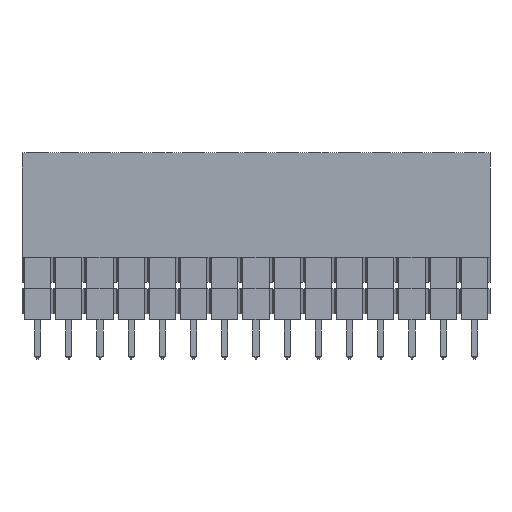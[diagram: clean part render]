
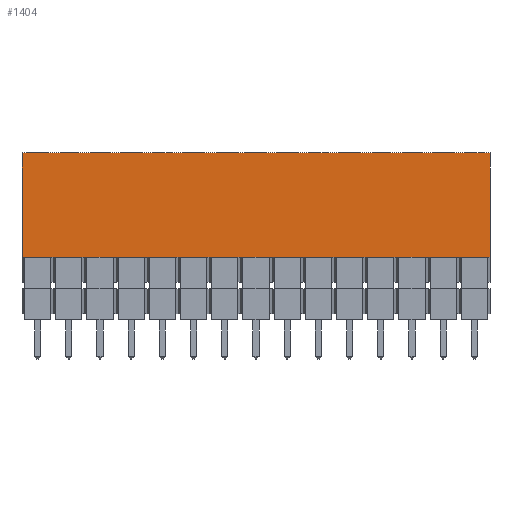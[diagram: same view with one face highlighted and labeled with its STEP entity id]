
A CAD part, front view. The second image highlights one B-rep face of the part: STEP entity #1404.
In plain terms, the highlighted planar face has unit normal (0, -1, 0).
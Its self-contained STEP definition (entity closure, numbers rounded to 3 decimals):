
#22 = VERTEX_POINT('',#23);
#23 = CARTESIAN_POINT('',(-1.27,-1.27,13.58));
#31 = EDGE_CURVE('',#22,#32,#34,.T.);
#32 = VERTEX_POINT('',#33);
#33 = CARTESIAN_POINT('',(36.83,-1.27,13.58));
#34 = LINE('',#35,#36);
#35 = CARTESIAN_POINT('',(-1.27,-1.27,13.58));
#36 = VECTOR('',#37,1.);
#37 = DIRECTION('',(1.,0.,0.));
#1082 = EDGE_CURVE('',#1083,#22,#1085,.T.);
#1083 = VERTEX_POINT('',#1084);
#1084 = CARTESIAN_POINT('',(-1.27,-1.27,5.08));
#1085 = LINE('',#1086,#1087);
#1086 = CARTESIAN_POINT('',(-1.27,-1.27,5.08));
#1087 = VECTOR('',#1088,1.);
#1088 = DIRECTION('',(0.,0.,1.));
#1404 = ADVANCED_FACE('',(#1405),#1663,.F.);
#1405 = FACE_BOUND('',#1406,.F.);
#1406 = EDGE_LOOP('',(#1407,#1415,#1416,#1417,#1425,#1433,#1441,#1449,
    #1457,#1465,#1473,#1481,#1489,#1497,#1505,#1513,#1521,#1529,#1537,
    #1545,#1553,#1561,#1569,#1577,#1585,#1593,#1601,#1609,#1617,#1625,
    #1633,#1641,#1649,#1657));
#1407 = ORIENTED_EDGE('',*,*,#1408,.F.);
#1408 = EDGE_CURVE('',#1083,#1409,#1411,.T.);
#1409 = VERTEX_POINT('',#1410);
#1410 = CARTESIAN_POINT('',(-1.07,-1.27,5.08));
#1411 = LINE('',#1412,#1413);
#1412 = CARTESIAN_POINT('',(-1.27,-1.27,5.08));
#1413 = VECTOR('',#1414,1.);
#1414 = DIRECTION('',(1.,0.,0.));
#1415 = ORIENTED_EDGE('',*,*,#1082,.T.);
#1416 = ORIENTED_EDGE('',*,*,#31,.T.);
#1417 = ORIENTED_EDGE('',*,*,#1418,.F.);
#1418 = EDGE_CURVE('',#1419,#32,#1421,.T.);
#1419 = VERTEX_POINT('',#1420);
#1420 = CARTESIAN_POINT('',(36.83,-1.27,5.08));
#1421 = LINE('',#1422,#1423);
#1422 = CARTESIAN_POINT('',(36.83,-1.27,5.08));
#1423 = VECTOR('',#1424,1.);
#1424 = DIRECTION('',(0.,0.,1.));
#1425 = ORIENTED_EDGE('',*,*,#1426,.F.);
#1426 = EDGE_CURVE('',#1427,#1419,#1429,.T.);
#1427 = VERTEX_POINT('',#1428);
#1428 = CARTESIAN_POINT('',(36.63,-1.27,5.08));
#1429 = LINE('',#1430,#1431);
#1430 = CARTESIAN_POINT('',(-1.27,-1.27,5.08));
#1431 = VECTOR('',#1432,1.);
#1432 = DIRECTION('',(1.,0.,0.));
#1433 = ORIENTED_EDGE('',*,*,#1434,.F.);
#1434 = EDGE_CURVE('',#1435,#1427,#1437,.T.);
#1435 = VERTEX_POINT('',#1436);
#1436 = CARTESIAN_POINT('',(34.49,-1.27,5.08));
#1437 = LINE('',#1438,#1439);
#1438 = CARTESIAN_POINT('',(34.29,-1.27,5.08));
#1439 = VECTOR('',#1440,1.);
#1440 = DIRECTION('',(1.,0.,0.));
#1441 = ORIENTED_EDGE('',*,*,#1442,.F.);
#1442 = EDGE_CURVE('',#1443,#1435,#1445,.T.);
#1443 = VERTEX_POINT('',#1444);
#1444 = CARTESIAN_POINT('',(34.09,-1.27,5.08));
#1445 = LINE('',#1446,#1447);
#1446 = CARTESIAN_POINT('',(-1.27,-1.27,5.08));
#1447 = VECTOR('',#1448,1.);
#1448 = DIRECTION('',(1.,0.,0.));
#1449 = ORIENTED_EDGE('',*,*,#1450,.F.);
#1450 = EDGE_CURVE('',#1451,#1443,#1453,.T.);
#1451 = VERTEX_POINT('',#1452);
#1452 = CARTESIAN_POINT('',(31.95,-1.27,5.08));
#1453 = LINE('',#1454,#1455);
#1454 = CARTESIAN_POINT('',(31.75,-1.27,5.08));
#1455 = VECTOR('',#1456,1.);
#1456 = DIRECTION('',(1.,0.,0.));
#1457 = ORIENTED_EDGE('',*,*,#1458,.F.);
#1458 = EDGE_CURVE('',#1459,#1451,#1461,.T.);
#1459 = VERTEX_POINT('',#1460);
#1460 = CARTESIAN_POINT('',(31.55,-1.27,5.08));
#1461 = LINE('',#1462,#1463);
#1462 = CARTESIAN_POINT('',(-1.27,-1.27,5.08));
#1463 = VECTOR('',#1464,1.);
#1464 = DIRECTION('',(1.,0.,0.));
#1465 = ORIENTED_EDGE('',*,*,#1466,.F.);
#1466 = EDGE_CURVE('',#1467,#1459,#1469,.T.);
#1467 = VERTEX_POINT('',#1468);
#1468 = CARTESIAN_POINT('',(29.41,-1.27,5.08));
#1469 = LINE('',#1470,#1471);
#1470 = CARTESIAN_POINT('',(29.21,-1.27,5.08));
#1471 = VECTOR('',#1472,1.);
#1472 = DIRECTION('',(1.,0.,0.));
#1473 = ORIENTED_EDGE('',*,*,#1474,.F.);
#1474 = EDGE_CURVE('',#1475,#1467,#1477,.T.);
#1475 = VERTEX_POINT('',#1476);
#1476 = CARTESIAN_POINT('',(29.01,-1.27,5.08));
#1477 = LINE('',#1478,#1479);
#1478 = CARTESIAN_POINT('',(-1.27,-1.27,5.08));
#1479 = VECTOR('',#1480,1.);
#1480 = DIRECTION('',(1.,0.,0.));
#1481 = ORIENTED_EDGE('',*,*,#1482,.F.);
#1482 = EDGE_CURVE('',#1483,#1475,#1485,.T.);
#1483 = VERTEX_POINT('',#1484);
#1484 = CARTESIAN_POINT('',(26.87,-1.27,5.08));
#1485 = LINE('',#1486,#1487);
#1486 = CARTESIAN_POINT('',(26.67,-1.27,5.08));
#1487 = VECTOR('',#1488,1.);
#1488 = DIRECTION('',(1.,0.,0.));
#1489 = ORIENTED_EDGE('',*,*,#1490,.F.);
#1490 = EDGE_CURVE('',#1491,#1483,#1493,.T.);
#1491 = VERTEX_POINT('',#1492);
#1492 = CARTESIAN_POINT('',(26.47,-1.27,5.08));
#1493 = LINE('',#1494,#1495);
#1494 = CARTESIAN_POINT('',(-1.27,-1.27,5.08));
#1495 = VECTOR('',#1496,1.);
#1496 = DIRECTION('',(1.,0.,0.));
#1497 = ORIENTED_EDGE('',*,*,#1498,.F.);
#1498 = EDGE_CURVE('',#1499,#1491,#1501,.T.);
#1499 = VERTEX_POINT('',#1500);
#1500 = CARTESIAN_POINT('',(24.33,-1.27,5.08));
#1501 = LINE('',#1502,#1503);
#1502 = CARTESIAN_POINT('',(24.13,-1.27,5.08));
#1503 = VECTOR('',#1504,1.);
#1504 = DIRECTION('',(1.,0.,0.));
#1505 = ORIENTED_EDGE('',*,*,#1506,.F.);
#1506 = EDGE_CURVE('',#1507,#1499,#1509,.T.);
#1507 = VERTEX_POINT('',#1508);
#1508 = CARTESIAN_POINT('',(23.93,-1.27,5.08));
#1509 = LINE('',#1510,#1511);
#1510 = CARTESIAN_POINT('',(-1.27,-1.27,5.08));
#1511 = VECTOR('',#1512,1.);
#1512 = DIRECTION('',(1.,0.,0.));
#1513 = ORIENTED_EDGE('',*,*,#1514,.F.);
#1514 = EDGE_CURVE('',#1515,#1507,#1517,.T.);
#1515 = VERTEX_POINT('',#1516);
#1516 = CARTESIAN_POINT('',(21.79,-1.27,5.08));
#1517 = LINE('',#1518,#1519);
#1518 = CARTESIAN_POINT('',(21.59,-1.27,5.08));
#1519 = VECTOR('',#1520,1.);
#1520 = DIRECTION('',(1.,0.,0.));
#1521 = ORIENTED_EDGE('',*,*,#1522,.F.);
#1522 = EDGE_CURVE('',#1523,#1515,#1525,.T.);
#1523 = VERTEX_POINT('',#1524);
#1524 = CARTESIAN_POINT('',(21.39,-1.27,5.08));
#1525 = LINE('',#1526,#1527);
#1526 = CARTESIAN_POINT('',(-1.27,-1.27,5.08));
#1527 = VECTOR('',#1528,1.);
#1528 = DIRECTION('',(1.,0.,0.));
#1529 = ORIENTED_EDGE('',*,*,#1530,.F.);
#1530 = EDGE_CURVE('',#1531,#1523,#1533,.T.);
#1531 = VERTEX_POINT('',#1532);
#1532 = CARTESIAN_POINT('',(19.25,-1.27,5.08));
#1533 = LINE('',#1534,#1535);
#1534 = CARTESIAN_POINT('',(19.05,-1.27,5.08));
#1535 = VECTOR('',#1536,1.);
#1536 = DIRECTION('',(1.,0.,0.));
#1537 = ORIENTED_EDGE('',*,*,#1538,.F.);
#1538 = EDGE_CURVE('',#1539,#1531,#1541,.T.);
#1539 = VERTEX_POINT('',#1540);
#1540 = CARTESIAN_POINT('',(18.85,-1.27,5.08));
#1541 = LINE('',#1542,#1543);
#1542 = CARTESIAN_POINT('',(-1.27,-1.27,5.08));
#1543 = VECTOR('',#1544,1.);
#1544 = DIRECTION('',(1.,0.,0.));
#1545 = ORIENTED_EDGE('',*,*,#1546,.F.);
#1546 = EDGE_CURVE('',#1547,#1539,#1549,.T.);
#1547 = VERTEX_POINT('',#1548);
#1548 = CARTESIAN_POINT('',(16.71,-1.27,5.08));
#1549 = LINE('',#1550,#1551);
#1550 = CARTESIAN_POINT('',(16.51,-1.27,5.08));
#1551 = VECTOR('',#1552,1.);
#1552 = DIRECTION('',(1.,0.,0.));
#1553 = ORIENTED_EDGE('',*,*,#1554,.F.);
#1554 = EDGE_CURVE('',#1555,#1547,#1557,.T.);
#1555 = VERTEX_POINT('',#1556);
#1556 = CARTESIAN_POINT('',(16.31,-1.27,5.08));
#1557 = LINE('',#1558,#1559);
#1558 = CARTESIAN_POINT('',(-1.27,-1.27,5.08));
#1559 = VECTOR('',#1560,1.);
#1560 = DIRECTION('',(1.,0.,0.));
#1561 = ORIENTED_EDGE('',*,*,#1562,.F.);
#1562 = EDGE_CURVE('',#1563,#1555,#1565,.T.);
#1563 = VERTEX_POINT('',#1564);
#1564 = CARTESIAN_POINT('',(14.17,-1.27,5.08));
#1565 = LINE('',#1566,#1567);
#1566 = CARTESIAN_POINT('',(13.97,-1.27,5.08));
#1567 = VECTOR('',#1568,1.);
#1568 = DIRECTION('',(1.,0.,0.));
#1569 = ORIENTED_EDGE('',*,*,#1570,.F.);
#1570 = EDGE_CURVE('',#1571,#1563,#1573,.T.);
#1571 = VERTEX_POINT('',#1572);
#1572 = CARTESIAN_POINT('',(13.77,-1.27,5.08));
#1573 = LINE('',#1574,#1575);
#1574 = CARTESIAN_POINT('',(-1.27,-1.27,5.08));
#1575 = VECTOR('',#1576,1.);
#1576 = DIRECTION('',(1.,0.,0.));
#1577 = ORIENTED_EDGE('',*,*,#1578,.F.);
#1578 = EDGE_CURVE('',#1579,#1571,#1581,.T.);
#1579 = VERTEX_POINT('',#1580);
#1580 = CARTESIAN_POINT('',(11.63,-1.27,5.08));
#1581 = LINE('',#1582,#1583);
#1582 = CARTESIAN_POINT('',(11.43,-1.27,5.08));
#1583 = VECTOR('',#1584,1.);
#1584 = DIRECTION('',(1.,0.,0.));
#1585 = ORIENTED_EDGE('',*,*,#1586,.F.);
#1586 = EDGE_CURVE('',#1587,#1579,#1589,.T.);
#1587 = VERTEX_POINT('',#1588);
#1588 = CARTESIAN_POINT('',(11.23,-1.27,5.08));
#1589 = LINE('',#1590,#1591);
#1590 = CARTESIAN_POINT('',(-1.27,-1.27,5.08));
#1591 = VECTOR('',#1592,1.);
#1592 = DIRECTION('',(1.,0.,0.));
#1593 = ORIENTED_EDGE('',*,*,#1594,.F.);
#1594 = EDGE_CURVE('',#1595,#1587,#1597,.T.);
#1595 = VERTEX_POINT('',#1596);
#1596 = CARTESIAN_POINT('',(9.09,-1.27,5.08));
#1597 = LINE('',#1598,#1599);
#1598 = CARTESIAN_POINT('',(8.89,-1.27,5.08));
#1599 = VECTOR('',#1600,1.);
#1600 = DIRECTION('',(1.,0.,0.));
#1601 = ORIENTED_EDGE('',*,*,#1602,.F.);
#1602 = EDGE_CURVE('',#1603,#1595,#1605,.T.);
#1603 = VERTEX_POINT('',#1604);
#1604 = CARTESIAN_POINT('',(8.69,-1.27,5.08));
#1605 = LINE('',#1606,#1607);
#1606 = CARTESIAN_POINT('',(-1.27,-1.27,5.08));
#1607 = VECTOR('',#1608,1.);
#1608 = DIRECTION('',(1.,0.,0.));
#1609 = ORIENTED_EDGE('',*,*,#1610,.F.);
#1610 = EDGE_CURVE('',#1611,#1603,#1613,.T.);
#1611 = VERTEX_POINT('',#1612);
#1612 = CARTESIAN_POINT('',(6.55,-1.27,5.08));
#1613 = LINE('',#1614,#1615);
#1614 = CARTESIAN_POINT('',(6.35,-1.27,5.08));
#1615 = VECTOR('',#1616,1.);
#1616 = DIRECTION('',(1.,0.,0.));
#1617 = ORIENTED_EDGE('',*,*,#1618,.F.);
#1618 = EDGE_CURVE('',#1619,#1611,#1621,.T.);
#1619 = VERTEX_POINT('',#1620);
#1620 = CARTESIAN_POINT('',(6.15,-1.27,5.08));
#1621 = LINE('',#1622,#1623);
#1622 = CARTESIAN_POINT('',(-1.27,-1.27,5.08));
#1623 = VECTOR('',#1624,1.);
#1624 = DIRECTION('',(1.,0.,0.));
#1625 = ORIENTED_EDGE('',*,*,#1626,.F.);
#1626 = EDGE_CURVE('',#1627,#1619,#1629,.T.);
#1627 = VERTEX_POINT('',#1628);
#1628 = CARTESIAN_POINT('',(4.01,-1.27,5.08));
#1629 = LINE('',#1630,#1631);
#1630 = CARTESIAN_POINT('',(3.81,-1.27,5.08));
#1631 = VECTOR('',#1632,1.);
#1632 = DIRECTION('',(1.,0.,0.));
#1633 = ORIENTED_EDGE('',*,*,#1634,.F.);
#1634 = EDGE_CURVE('',#1635,#1627,#1637,.T.);
#1635 = VERTEX_POINT('',#1636);
#1636 = CARTESIAN_POINT('',(3.61,-1.27,5.08));
#1637 = LINE('',#1638,#1639);
#1638 = CARTESIAN_POINT('',(-1.27,-1.27,5.08));
#1639 = VECTOR('',#1640,1.);
#1640 = DIRECTION('',(1.,0.,0.));
#1641 = ORIENTED_EDGE('',*,*,#1642,.F.);
#1642 = EDGE_CURVE('',#1643,#1635,#1645,.T.);
#1643 = VERTEX_POINT('',#1644);
#1644 = CARTESIAN_POINT('',(1.47,-1.27,5.08));
#1645 = LINE('',#1646,#1647);
#1646 = CARTESIAN_POINT('',(1.27,-1.27,5.08));
#1647 = VECTOR('',#1648,1.);
#1648 = DIRECTION('',(1.,0.,0.));
#1649 = ORIENTED_EDGE('',*,*,#1650,.F.);
#1650 = EDGE_CURVE('',#1651,#1643,#1653,.T.);
#1651 = VERTEX_POINT('',#1652);
#1652 = CARTESIAN_POINT('',(1.07,-1.27,5.08));
#1653 = LINE('',#1654,#1655);
#1654 = CARTESIAN_POINT('',(-1.27,-1.27,5.08));
#1655 = VECTOR('',#1656,1.);
#1656 = DIRECTION('',(1.,0.,0.));
#1657 = ORIENTED_EDGE('',*,*,#1658,.F.);
#1658 = EDGE_CURVE('',#1409,#1651,#1659,.T.);
#1659 = LINE('',#1660,#1661);
#1660 = CARTESIAN_POINT('',(-1.27,-1.27,5.08));
#1661 = VECTOR('',#1662,1.);
#1662 = DIRECTION('',(1.,0.,0.));
#1663 = PLANE('',#1664);
#1664 = AXIS2_PLACEMENT_3D('',#1665,#1666,#1667);
#1665 = CARTESIAN_POINT('',(-1.27,-1.27,5.08));
#1666 = DIRECTION('',(0.,1.,0.));
#1667 = DIRECTION('',(0.,0.,1.));
